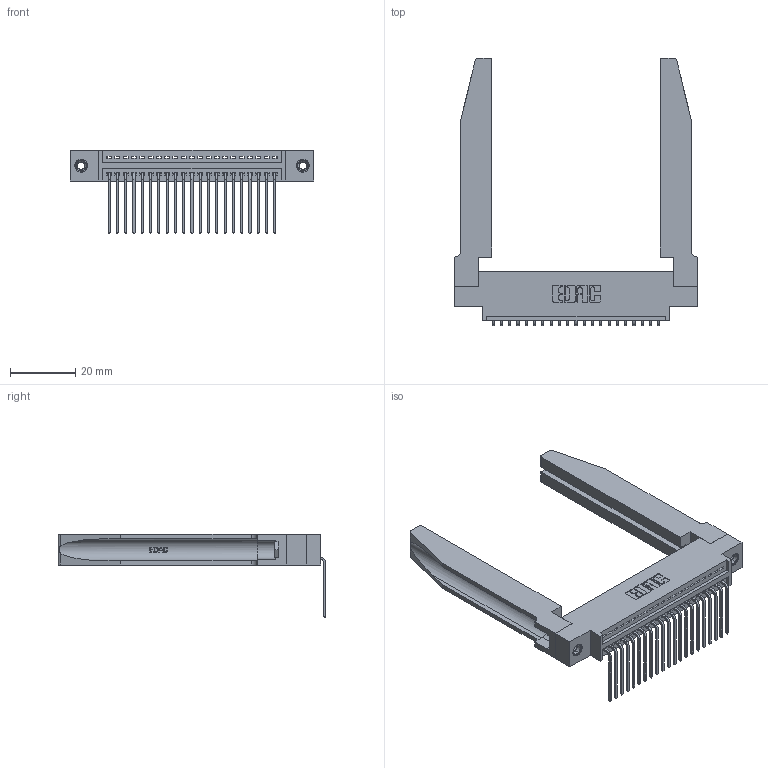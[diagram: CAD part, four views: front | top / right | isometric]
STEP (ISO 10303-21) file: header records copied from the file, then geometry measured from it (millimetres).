
FILE_DESCRIPTION (( 'STEP AP203' ), '1' );
FILE_NAME ('395-021-559-678.STEP', '2019-10-18T02:35:40', ( '' ), ( '' ), 'SwSTEP 2.0', 'SolidWorks 2016', '' );
FILE_SCHEMA (( 'CONFIG_CONTROL_DESIGN' ));
Length unit declared in the file: inch
Products named in the file (5): 345 Part_0.170 Offset - 0.156 Dia-TH; 395-021-559-678; 345-220-078_345-220-078; 345-292-001_558 559 Tail - 1; 345-250-001_345-250-001-102
Assembly tree (26 placements, depth 2):
  395-021-559-678
    345 Part_0.170 Offset - 0.156 Dia-TH
    345-292-001_558 559 Tail - 1  x21
    345-250-001_345-250-001-102  x2
    345-220-078_345-220-078  x2
Bounding box: 74.57 x 82.03 x 25.53 mm (x, y, z)
Volume: 14638.2 mm3; surface area: 16224.4 mm2
Topology: 26 solids, 26 shells, 1624 faces, 4783 edges, 3150 vertices
Faces by surface type: plane 1108, cylinder 464, bspline 36, cone 12, torus 4
Entity records: 23588 total; most frequent: CARTESIAN_POINT 4986, ORIENTED_EDGE 3838, DIRECTION 3391, EDGE_CURVE 1919, LINE 1609, VECTOR 1609, VERTEX_POINT 1272, AXIS2_PLACEMENT_3D 891
